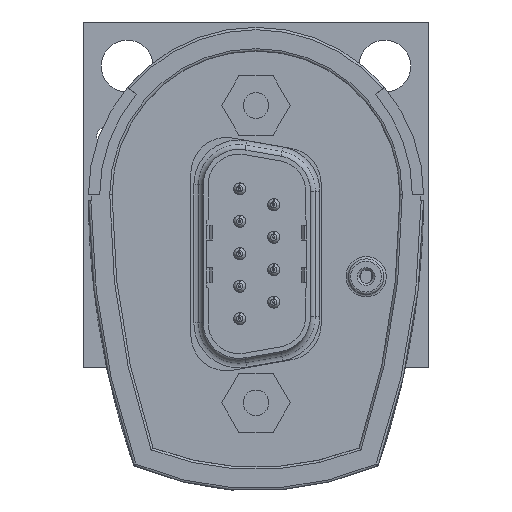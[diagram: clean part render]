
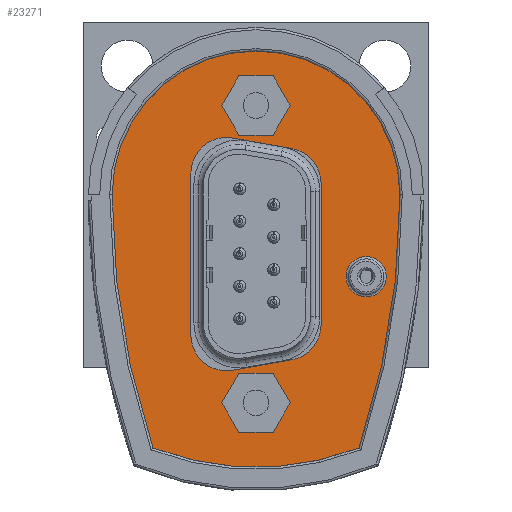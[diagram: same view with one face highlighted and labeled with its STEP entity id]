
A CAD part, left-side view. The second image highlights one B-rep face of the part: STEP entity #23271.
In plain terms, the highlighted planar face has unit normal (-1, 0, 0).
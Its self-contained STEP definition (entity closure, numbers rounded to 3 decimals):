
#261=FACE_BOUND('',#3379,.T.);
#262=FACE_BOUND('',#3380,.T.);
#263=FACE_BOUND('',#3381,.T.);
#264=FACE_BOUND('',#3382,.T.);
#994=PLANE('',#25337);
#2126=FACE_OUTER_BOUND('',#3378,.T.);
#3378=EDGE_LOOP('',(#20431,#20432,#20433,#20434));
#3379=EDGE_LOOP('',(#20435));
#3380=EDGE_LOOP('',(#20436));
#3381=EDGE_LOOP('',(#20437,#20438,#20439,#20440,#20441,#20442,#20443,#20444));
#3382=EDGE_LOOP('',(#20445));
#4262=CIRCLE('',#25196,68.);
#4264=CIRCLE('',#25198,23.994);
#4316=CIRCLE('',#25335,1.7);
#4318=CIRCLE('',#25338,12.15);
#4319=CIRCLE('',#25339,68.);
#4320=CIRCLE('',#25340,1.6);
#4321=CIRCLE('',#25341,1.6);
#4322=CIRCLE('',#25342,3.);
#4323=CIRCLE('',#25343,3.);
#4324=CIRCLE('',#25344,3.);
#4325=CIRCLE('',#25345,3.);
#6510=LINE('',#41959,#8740);
#6511=LINE('',#41963,#8741);
#6512=LINE('',#41967,#8742);
#6513=LINE('',#41970,#8743);
#8740=VECTOR('',#31545,10.);
#8741=VECTOR('',#31548,10.);
#8742=VECTOR('',#31551,10.);
#8743=VECTOR('',#31554,10.);
#10823=VERTEX_POINT('',#41268);
#10824=VERTEX_POINT('',#41270);
#10825=VERTEX_POINT('',#41282);
#10921=VERTEX_POINT('',#41944);
#10922=VERTEX_POINT('',#41948);
#10923=VERTEX_POINT('',#41951);
#10924=VERTEX_POINT('',#41953);
#10925=VERTEX_POINT('',#41955);
#10926=VERTEX_POINT('',#41956);
#10927=VERTEX_POINT('',#41958);
#10928=VERTEX_POINT('',#41960);
#10929=VERTEX_POINT('',#41962);
#10930=VERTEX_POINT('',#41964);
#10931=VERTEX_POINT('',#41966);
#10932=VERTEX_POINT('',#41968);
#13934=EDGE_CURVE('',#10824,#10823,#4262,.T.);
#13937=EDGE_CURVE('',#10823,#10825,#4264,.T.);
#14109=EDGE_CURVE('',#10921,#10921,#4316,.T.);
#14111=EDGE_CURVE('',#10824,#10922,#4318,.T.);
#14112=EDGE_CURVE('',#10825,#10922,#4319,.T.);
#14113=EDGE_CURVE('',#10923,#10923,#4320,.T.);
#14114=EDGE_CURVE('',#10924,#10924,#4321,.T.);
#14115=EDGE_CURVE('',#10925,#10926,#4322,.T.);
#14116=EDGE_CURVE('',#10926,#10927,#6510,.T.);
#14117=EDGE_CURVE('',#10927,#10928,#4323,.T.);
#14118=EDGE_CURVE('',#10928,#10929,#6511,.T.);
#14119=EDGE_CURVE('',#10929,#10930,#4324,.T.);
#14120=EDGE_CURVE('',#10930,#10931,#6512,.T.);
#14121=EDGE_CURVE('',#10931,#10932,#4325,.T.);
#14122=EDGE_CURVE('',#10932,#10925,#6513,.T.);
#20431=ORIENTED_EDGE('',*,*,#14111,.F.);
#20432=ORIENTED_EDGE('',*,*,#13934,.T.);
#20433=ORIENTED_EDGE('',*,*,#13937,.T.);
#20434=ORIENTED_EDGE('',*,*,#14112,.T.);
#20435=ORIENTED_EDGE('',*,*,#14113,.T.);
#20436=ORIENTED_EDGE('',*,*,#14114,.T.);
#20437=ORIENTED_EDGE('',*,*,#14115,.T.);
#20438=ORIENTED_EDGE('',*,*,#14116,.T.);
#20439=ORIENTED_EDGE('',*,*,#14117,.T.);
#20440=ORIENTED_EDGE('',*,*,#14118,.T.);
#20441=ORIENTED_EDGE('',*,*,#14119,.T.);
#20442=ORIENTED_EDGE('',*,*,#14120,.T.);
#20443=ORIENTED_EDGE('',*,*,#14121,.T.);
#20444=ORIENTED_EDGE('',*,*,#14122,.T.);
#20445=ORIENTED_EDGE('',*,*,#14109,.F.);
#23271=ADVANCED_FACE('',(#2126,#261,#262,#263,#264),#994,.T.);
#25196=AXIS2_PLACEMENT_3D('',#41271,#31136,#31137);
#25198=AXIS2_PLACEMENT_3D('',#41284,#31141,#31142);
#25335=AXIS2_PLACEMENT_3D('',#41945,#31529,#31530);
#25337=AXIS2_PLACEMENT_3D('',#41947,#31533,#31534);
#25338=AXIS2_PLACEMENT_3D('',#41949,#31535,#31536);
#25339=AXIS2_PLACEMENT_3D('',#41950,#31537,#31538);
#25340=AXIS2_PLACEMENT_3D('',#41952,#31539,#31540);
#25341=AXIS2_PLACEMENT_3D('',#41954,#31541,#31542);
#25342=AXIS2_PLACEMENT_3D('',#41957,#31543,#31544);
#25343=AXIS2_PLACEMENT_3D('',#41961,#31546,#31547);
#25344=AXIS2_PLACEMENT_3D('',#41965,#31549,#31550);
#25345=AXIS2_PLACEMENT_3D('',#41969,#31552,#31553);
#31136=DIRECTION('center_axis',(-1.,0.,0.));
#31137=DIRECTION('ref_axis',(0.,-1.,0.));
#31141=DIRECTION('center_axis',(-1.,0.,0.));
#31142=DIRECTION('ref_axis',(0.,-1.,0.));
#31529=DIRECTION('center_axis',(-1.,0.,0.));
#31530=DIRECTION('ref_axis',(0.,1.,0.));
#31533=DIRECTION('center_axis',(-1.,0.,0.));
#31534=DIRECTION('ref_axis',(0.,-1.,0.));
#31535=DIRECTION('center_axis',(1.,0.,0.));
#31536=DIRECTION('ref_axis',(0.,0.65,0.76));
#31537=DIRECTION('center_axis',(-1.,0.,0.));
#31538=DIRECTION('ref_axis',(0.,0.945,0.327));
#31539=DIRECTION('center_axis',(1.,0.,0.));
#31540=DIRECTION('ref_axis',(0.,1.,0.));
#31541=DIRECTION('center_axis',(1.,0.,0.));
#31542=DIRECTION('ref_axis',(0.,1.,0.));
#31543=DIRECTION('center_axis',(1.,0.,0.));
#31544=DIRECTION('ref_axis',(0.,1.,0.));
#31545=DIRECTION('',(0.,0.,1.));
#31546=DIRECTION('center_axis',(1.,0.,0.));
#31547=DIRECTION('ref_axis',(0.,-0.174,0.985));
#31548=DIRECTION('',(0.,-0.985,-0.174));
#31549=DIRECTION('center_axis',(1.,0.,0.));
#31550=DIRECTION('ref_axis',(0.,-1.,0.));
#31551=DIRECTION('',(0.,0.,-1.));
#31552=DIRECTION('center_axis',(1.,0.,0.));
#31553=DIRECTION('ref_axis',(0.,-0.174,-0.985));
#31554=DIRECTION('',(0.,0.985,-0.174));
#41268=CARTESIAN_POINT('',(-64.5,8.709,-21.358));
#41270=CARTESIAN_POINT('',(-64.5,12.15,0.));
#41271=CARTESIAN_POINT('Origin',(-64.5,-55.85,0.));
#41282=CARTESIAN_POINT('',(-64.5,-8.709,-21.358));
#41284=CARTESIAN_POINT('Origin',(-64.5,0.,
1.));
#41944=CARTESIAN_POINT('',(-64.5,-11.,-6.9));
#41945=CARTESIAN_POINT('Origin',(-64.5,-9.3,-6.9));
#41947=CARTESIAN_POINT('Origin',(-64.5,0.,
-4.6));
#41948=CARTESIAN_POINT('',(-64.5,-12.15,0.));
#41949=CARTESIAN_POINT('Origin',(-64.5,0.,
0.));
#41950=CARTESIAN_POINT('Origin',(-64.5,55.85,0.));
#41951=CARTESIAN_POINT('',(-64.5,-1.6,-17.55));
#41952=CARTESIAN_POINT('Origin',(-64.5,0.,
-17.55));
#41953=CARTESIAN_POINT('',(-64.5,-1.6,7.55));
#41954=CARTESIAN_POINT('Origin',(-64.5,0.,
7.55));
#41955=CARTESIAN_POINT('',(-64.5,1.979,-14.804));
#41956=CARTESIAN_POINT('',(-64.5,5.5,-11.85));
#41957=CARTESIAN_POINT('Origin',(-64.5,2.5,-11.85));
#41958=CARTESIAN_POINT('',(-64.5,5.5,1.85));
#41959=CARTESIAN_POINT('',(-64.5,5.5,-1.375));
#41960=CARTESIAN_POINT('',(-64.5,1.979,4.804));
#41961=CARTESIAN_POINT('Origin',(-64.5,2.5,1.85));
#41962=CARTESIAN_POINT('',(-64.5,-3.021,3.923));
#41963=CARTESIAN_POINT('',(-64.5,-2.285,4.053));
#41964=CARTESIAN_POINT('',(-64.5,-5.5,0.968));
#41965=CARTESIAN_POINT('Origin',(-64.5,-2.5,0.968));
#41966=CARTESIAN_POINT('',(-64.5,-5.5,-10.968));
#41967=CARTESIAN_POINT('',(-64.5,-5.5,-7.784));
#41968=CARTESIAN_POINT('',(-64.5,-3.021,-13.923));
#41969=CARTESIAN_POINT('Origin',(-64.5,-2.5,-10.968));
#41970=CARTESIAN_POINT('',(-64.5,0.147,-14.481));
